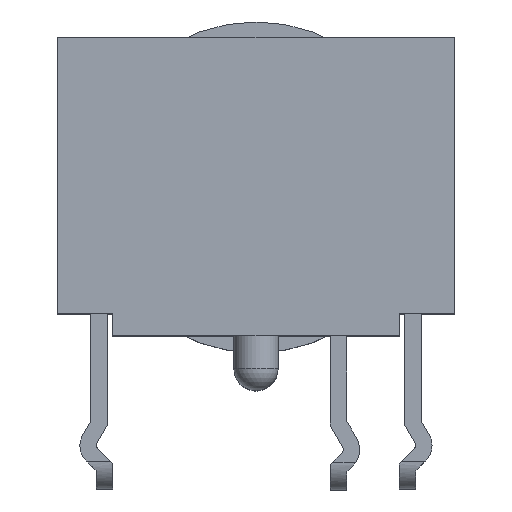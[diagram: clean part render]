
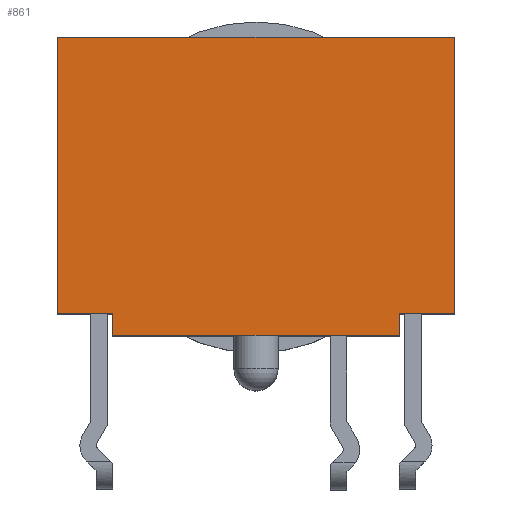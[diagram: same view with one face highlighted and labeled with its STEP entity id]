
A CAD part, top view. The second image highlights one B-rep face of the part: STEP entity #861.
In plain terms, the highlighted planar face has unit normal (0, 0, 1).
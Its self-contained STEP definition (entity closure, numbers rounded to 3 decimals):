
#3 = DIRECTION ( 'NONE',  ( 0., 1., 0. ) ) ;
#13 = VERTEX_POINT ( 'NONE', #2827 ) ;
#27 = CARTESIAN_POINT ( 'NONE',  ( 0., 0., 14. ) ) ;
#176 = VECTOR ( 'NONE', #2863, 1000. ) ;
#365 = EDGE_LOOP ( 'NONE', ( #535, #1876, #1166, #1386, #2693, #1072, #367, #2676 ) ) ;
#367 = ORIENTED_EDGE ( 'NONE', *, *, #2226, .T. ) ;
#471 = LINE ( 'NONE', #2156, #2999 ) ;
#535 = ORIENTED_EDGE ( 'NONE', *, *, #1776, .T. ) ;
#547 = VERTEX_POINT ( 'NONE', #3102 ) ;
#664 = DIRECTION ( 'NONE',  ( 0., 1., 0. ) ) ;
#701 = CARTESIAN_POINT ( 'NONE',  ( 2.6, -2.7, 14. ) ) ;
#706 = VERTEX_POINT ( 'NONE', #2170 ) ;
#737 = CARTESIAN_POINT ( 'NONE',  ( 2.6, -2.3, 14. ) ) ;
#779 = VERTEX_POINT ( 'NONE', #2980 ) ;
#836 = VERTEX_POINT ( 'NONE', #2220 ) ;
#861 = ADVANCED_FACE ( 'NONE', ( #2250 ), #2470, .F. ) ;
#872 = AXIS2_PLACEMENT_3D ( 'NONE', #27, #1741, #1983 ) ;
#919 = DIRECTION ( 'NONE',  ( -1., 0., 0. ) ) ;
#1072 = ORIENTED_EDGE ( 'NONE', *, *, #1694, .T. ) ;
#1074 = CARTESIAN_POINT ( 'NONE',  ( 3.6, -2.3, 14. ) ) ;
#1144 = EDGE_CURVE ( 'NONE', #3073, #706, #2752, .T. ) ;
#1160 = CARTESIAN_POINT ( 'NONE',  ( -3.6, 2.7, 14. ) ) ;
#1166 = ORIENTED_EDGE ( 'NONE', *, *, #1144, .T. ) ;
#1297 = EDGE_CURVE ( 'NONE', #547, #13, #1474, .T. ) ;
#1314 = VECTOR ( 'NONE', #2441, 1000. ) ;
#1386 = ORIENTED_EDGE ( 'NONE', *, *, #2204, .T. ) ;
#1421 = CARTESIAN_POINT ( 'NONE',  ( 3.6, 2.7, 14. ) ) ;
#1452 = CARTESIAN_POINT ( 'NONE',  ( -3.6, -2.3, 14. ) ) ;
#1474 = LINE ( 'NONE', #2436, #2015 ) ;
#1694 = EDGE_CURVE ( 'NONE', #13, #836, #2824, .T. ) ;
#1741 = DIRECTION ( 'NONE',  ( 0., 0., -1. ) ) ;
#1776 = EDGE_CURVE ( 'NONE', #779, #2034, #2895, .T. ) ;
#1876 = ORIENTED_EDGE ( 'NONE', *, *, #2740, .T. ) ;
#1969 = LINE ( 'NONE', #1452, #1314 ) ;
#1973 = VECTOR ( 'NONE', #2574, 1000. ) ;
#1983 = DIRECTION ( 'NONE',  ( -1., 0., 0. ) ) ;
#2015 = VECTOR ( 'NONE', #2680, 1000. ) ;
#2034 = VERTEX_POINT ( 'NONE', #2051 ) ;
#2051 = CARTESIAN_POINT ( 'NONE',  ( 3.6, 2.7, 14. ) ) ;
#2099 = EDGE_CURVE ( 'NONE', #2798, #779, #2854, .T. ) ;
#2156 = CARTESIAN_POINT ( 'NONE',  ( 3.6, 2.7, 14. ) ) ;
#2170 = CARTESIAN_POINT ( 'NONE',  ( -3.6, -2.3, 14. ) ) ;
#2204 = EDGE_CURVE ( 'NONE', #706, #547, #1969, .T. ) ;
#2220 = CARTESIAN_POINT ( 'NONE',  ( 2.6, -2.7, 14. ) ) ;
#2226 = EDGE_CURVE ( 'NONE', #836, #2798, #2926, .T. ) ;
#2245 = VECTOR ( 'NONE', #664, 1000. ) ;
#2248 = VECTOR ( 'NONE', #2849, 1000. ) ;
#2250 = FACE_OUTER_BOUND ( 'NONE', #365, .T. ) ;
#2436 = CARTESIAN_POINT ( 'NONE',  ( -2.6, -2.3, 14. ) ) ;
#2441 = DIRECTION ( 'NONE',  ( 1., 0., 0. ) ) ;
#2470 = PLANE ( 'NONE',  #872 ) ;
#2574 = DIRECTION ( 'NONE',  ( 1., 0., 0. ) ) ;
#2676 = ORIENTED_EDGE ( 'NONE', *, *, #2099, .T. ) ;
#2680 = DIRECTION ( 'NONE',  ( 0., -1., 0. ) ) ;
#2693 = ORIENTED_EDGE ( 'NONE', *, *, #1297, .T. ) ;
#2700 = CARTESIAN_POINT ( 'NONE',  ( 2.6, -2.3, 14. ) ) ;
#2705 = VECTOR ( 'NONE', #3, 1000. ) ;
#2740 = EDGE_CURVE ( 'NONE', #2034, #3073, #471, .T. ) ;
#2752 = LINE ( 'NONE', #1160, #2248 ) ;
#2798 = VERTEX_POINT ( 'NONE', #737 ) ;
#2824 = LINE ( 'NONE', #701, #176 ) ;
#2827 = CARTESIAN_POINT ( 'NONE',  ( -2.6, -2.7, 14. ) ) ;
#2849 = DIRECTION ( 'NONE',  ( 0., -1., 0. ) ) ;
#2854 = LINE ( 'NONE', #1074, #1973 ) ;
#2863 = DIRECTION ( 'NONE',  ( 1., 0., 0. ) ) ;
#2895 = LINE ( 'NONE', #1421, #2245 ) ;
#2926 = LINE ( 'NONE', #2700, #2705 ) ;
#2980 = CARTESIAN_POINT ( 'NONE',  ( 3.6, -2.3, 14. ) ) ;
#2999 = VECTOR ( 'NONE', #919, 1000. ) ;
#3021 = CARTESIAN_POINT ( 'NONE',  ( -3.6, 2.7, 14. ) ) ;
#3073 = VERTEX_POINT ( 'NONE', #3021 ) ;
#3102 = CARTESIAN_POINT ( 'NONE',  ( -2.6, -2.3, 14. ) ) ;
